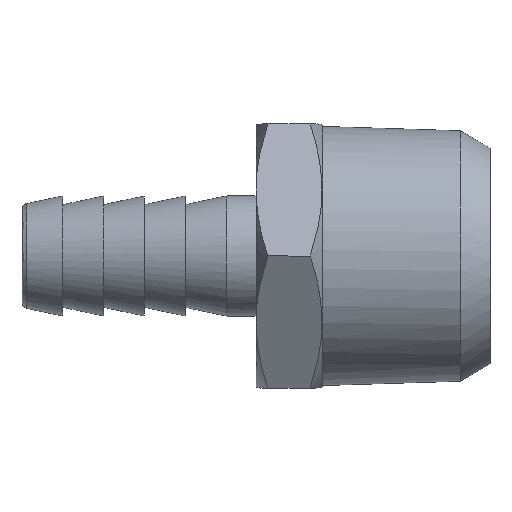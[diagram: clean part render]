
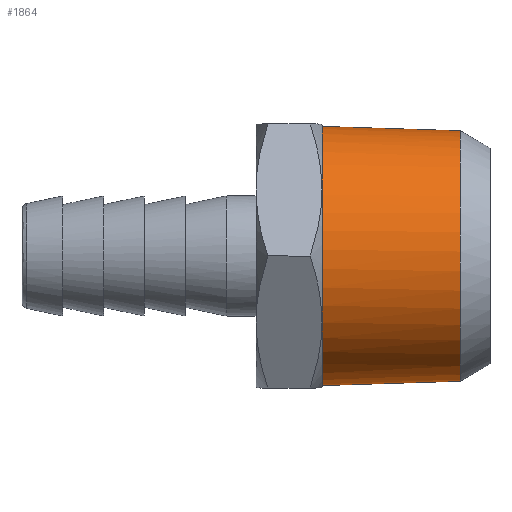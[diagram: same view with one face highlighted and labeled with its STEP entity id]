
A CAD part, left-side view. The second image highlights one B-rep face of the part: STEP entity #1864.
In plain terms, the highlighted free-form (B-spline) face has degree [1, 3] with [2, 4] control points.
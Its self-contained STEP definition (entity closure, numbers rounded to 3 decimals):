
#65 = CARTESIAN_POINT ( 'NONE',  ( -1.411, 14., -10.726 ) ) ;
#80 = CARTESIAN_POINT ( 'NONE',  ( -9.369, 14., 5.408 ) ) ;
#180 = CARTESIAN_POINT ( 'NONE',  ( 0., 2.485, 10.435 ) ) ;
#265 = CARTESIAN_POINT ( 'NONE',  ( -4.786, 14., -9.702 ) ) ;
#272 = CARTESIAN_POINT ( 'NONE',  ( -6.587, 14., -8.582 ) ) ;
#279 = CARTESIAN_POINT ( 'NONE',  ( -8.134, 14., 7.132 ) ) ;
#313 = CARTESIAN_POINT ( 'NONE',  ( -0.709, 14., 10.795 ) ) ;
#381 = CARTESIAN_POINT ( 'NONE',  ( -21.59, 14., 10.795 ) ) ;
#432 = VERTEX_POINT ( 'NONE', #1778 ) ;
#440 = VERTEX_POINT ( 'NONE', #1959 ) ;
#480 = CARTESIAN_POINT ( 'NONE',  ( -7.132, 14., -8.134 ) ) ;
#587 = B_SPLINE_CURVE_WITH_KNOTS ( 'NONE', 3,
 ( #2089, #1283, #65, #1704, #1523, #265, #1310, #272, #480, #2098, #875, #687, #1292, #888, #696, #2292, #1509, #2311, #1727, #2535, #1318, #2502, #80, #1531, #279, #2123, #897, #2317, #2575, #906, #727, #927, #313, #1366 ),
 .UNSPECIFIED., .F., .F.,
 ( 4, 2, 2, 2, 2, 2, 2, 2, 2, 2, 2, 2, 2, 2, 2, 2, 4 ),
 ( 0., 0.196, 0.393, 0.589, 0.785, 0.982, 1.178, 1.374, 1.571, 1.767, 1.963, 2.16, 2.356, 2.553, 2.749, 2.945, 3.142 ),
 .UNSPECIFIED. ) ;
#687 = CARTESIAN_POINT ( 'NONE',  ( -9.369, 14., -5.408 ) ) ;
#696 = CARTESIAN_POINT ( 'NONE',  ( -10.449, 14., -2.801 ) ) ;
#727 = CARTESIAN_POINT ( 'NONE',  ( -2.801, 14., 10.449 ) ) ;
#756 = CARTESIAN_POINT ( 'NONE',  ( -20.87, 2.485, 10.435 ) ) ;
#765 = CARTESIAN_POINT ( 'NONE',  ( 0., 2.485, 10.435 ) ) ;
#849 =( BOUNDED_CURVE ( )  B_SPLINE_CURVE ( 3, ( #1960, #2041, #2632, #180 ),
 .UNSPECIFIED., .F., .F. ) 
 B_SPLINE_CURVE_WITH_KNOTS ( ( 4, 4 ),
 ( -3.142, 0. ),
 .UNSPECIFIED. ) 
 CURVE ( )  GEOMETRIC_REPRESENTATION_ITEM ( )  RATIONAL_B_SPLINE_CURVE ( ( 1., 0.333, 0.333, 1. ) ) 
 REPRESENTATION_ITEM ( '' )  );
#875 = CARTESIAN_POINT ( 'NONE',  ( -8.582, 14., -6.587 ) ) ;
#888 = CARTESIAN_POINT ( 'NONE',  ( -10.244, 14., -3.476 ) ) ;
#897 = CARTESIAN_POINT ( 'NONE',  ( -6.587, 14., 8.582 ) ) ;
#906 = CARTESIAN_POINT ( 'NONE',  ( -3.476, 14., 10.244 ) ) ;
#927 = CARTESIAN_POINT ( 'NONE',  ( -1.411, 14., 10.726 ) ) ;
#1019 = EDGE_CURVE ( 'NONE', #1757, #440, #2643, .T. ) ;
#1212 = VERTEX_POINT ( 'NONE', #1428 ) ;
#1283 = CARTESIAN_POINT ( 'NONE',  ( -0.709, 14., -10.795 ) ) ;
#1292 = CARTESIAN_POINT ( 'NONE',  ( -9.702, 14., -4.786 ) ) ;
#1307 = CARTESIAN_POINT ( 'NONE',  ( 0., 2.485, 10.435 ) ) ;
#1310 = CARTESIAN_POINT ( 'NONE',  ( -5.408, 14., -9.369 ) ) ;
#1318 = CARTESIAN_POINT ( 'NONE',  ( -10.244, 14., 3.476 ) ) ;
#1345 = EDGE_CURVE ( 'NONE', #432, #1212, #2203, .T. ) ;
#1347 = ORIENTED_EDGE ( 'NONE', *, *, #1019, .T. ) ;
#1360 = FACE_OUTER_BOUND ( 'NONE', #2307, .T. ) ;
#1366 = CARTESIAN_POINT ( 'NONE',  ( 0., 14., 10.795 ) ) ;
#1406 = CARTESIAN_POINT ( 'NONE',  ( -21.59, 14., -10.795 ) ) ;
#1428 = CARTESIAN_POINT ( 'NONE',  ( 0., 2.485, -10.435 ) ) ;
#1451 = EDGE_CURVE ( 'NONE', #432, #440, #587, .T. ) ;
#1457 = CARTESIAN_POINT ( 'NONE',  ( 0., 2.485, 10.435 ) ) ;
#1509 = CARTESIAN_POINT ( 'NONE',  ( -10.795, 14., -0.709 ) ) ;
#1523 = CARTESIAN_POINT ( 'NONE',  ( -3.476, 14., -10.244 ) ) ;
#1531 = CARTESIAN_POINT ( 'NONE',  ( -8.582, 14., 6.587 ) ) ;
#1630 = CARTESIAN_POINT ( 'NONE',  ( 0., 14., -10.795 ) ) ;
#1704 = CARTESIAN_POINT ( 'NONE',  ( -2.801, 14., -10.449 ) ) ;
#1726 =( BOUNDED_SURFACE ( )  B_SPLINE_SURFACE ( 1, 3, ( 
 ( #2360, #2178, #756, #765 ),
 ( #1630, #1406, #381, #2024 ) ),
 .UNSPECIFIED., .F., .F., .F. ) 
 B_SPLINE_SURFACE_WITH_KNOTS ( ( 2, 2 ),
 ( 4, 4 ),
 ( 0., 1. ),
 ( 0., 1. ),
 .UNSPECIFIED. ) 
 GEOMETRIC_REPRESENTATION_ITEM ( )  RATIONAL_B_SPLINE_SURFACE ( (
 ( 1., 0.333, 0.333, 1.),
 ( 1., 0.333, 0.333, 1.) ) ) 
 REPRESENTATION_ITEM ( '' )  SURFACE ( )  );
#1727 = CARTESIAN_POINT ( 'NONE',  ( -10.726, 14., 1.411 ) ) ;
#1757 = VERTEX_POINT ( 'NONE', #1307 ) ;
#1778 = CARTESIAN_POINT ( 'NONE',  ( 0., 14., -10.795 ) ) ;
#1864 = ADVANCED_FACE ( 'NONE', ( #1360 ), #1726, .F. ) ;
#1889 = CARTESIAN_POINT ( 'NONE',  ( 0., 14., -10.795 ) ) ;
#1959 = CARTESIAN_POINT ( 'NONE',  ( 0., 14., 10.795 ) ) ;
#1960 = CARTESIAN_POINT ( 'NONE',  ( 0., 2.485, -10.435 ) ) ;
#1998 = ORIENTED_EDGE ( 'NONE', *, *, #1451, .F. ) ;
#2002 = ORIENTED_EDGE ( 'NONE', *, *, #2371, .T. ) ;
#2024 = CARTESIAN_POINT ( 'NONE',  ( 0., 14., 10.795 ) ) ;
#2041 = CARTESIAN_POINT ( 'NONE',  ( -20.87, 2.485, -10.435 ) ) ;
#2067 = CARTESIAN_POINT ( 'NONE',  ( 0., 2.485, -10.435 ) ) ;
#2089 = CARTESIAN_POINT ( 'NONE',  ( 0., 14., -10.795 ) ) ;
#2098 = CARTESIAN_POINT ( 'NONE',  ( -8.134, 14., -7.132 ) ) ;
#2123 = CARTESIAN_POINT ( 'NONE',  ( -7.132, 14., 8.134 ) ) ;
#2178 = CARTESIAN_POINT ( 'NONE',  ( -20.87, 2.485, -10.435 ) ) ;
#2203 = B_SPLINE_CURVE_WITH_KNOTS ( 'NONE', 1,
 ( #1889, #2067 ),
 .UNSPECIFIED., .F., .F.,
 ( 2, 2 ),
 ( -1., 0. ),
 .UNSPECIFIED. ) ;
#2292 = CARTESIAN_POINT ( 'NONE',  ( -10.726, 14., -1.411 ) ) ;
#2307 = EDGE_LOOP ( 'NONE', ( #2002, #1347, #1998, #2603 ) ) ;
#2311 = CARTESIAN_POINT ( 'NONE',  ( -10.795, 14., 0.709 ) ) ;
#2317 = CARTESIAN_POINT ( 'NONE',  ( -5.408, 14., 9.369 ) ) ;
#2360 = CARTESIAN_POINT ( 'NONE',  ( 0., 2.485, -10.435 ) ) ;
#2371 = EDGE_CURVE ( 'NONE', #1212, #1757, #849, .T. ) ;
#2466 = CARTESIAN_POINT ( 'NONE',  ( 0., 14., 10.795 ) ) ;
#2502 = CARTESIAN_POINT ( 'NONE',  ( -9.702, 14., 4.786 ) ) ;
#2535 = CARTESIAN_POINT ( 'NONE',  ( -10.449, 14., 2.801 ) ) ;
#2575 = CARTESIAN_POINT ( 'NONE',  ( -4.786, 14., 9.702 ) ) ;
#2603 = ORIENTED_EDGE ( 'NONE', *, *, #1345, .T. ) ;
#2632 = CARTESIAN_POINT ( 'NONE',  ( -20.87, 2.485, 10.435 ) ) ;
#2643 = B_SPLINE_CURVE_WITH_KNOTS ( 'NONE', 1,
 ( #1457, #2466 ),
 .UNSPECIFIED., .F., .F.,
 ( 2, 2 ),
 ( -1., 0. ),
 .UNSPECIFIED. ) ;
